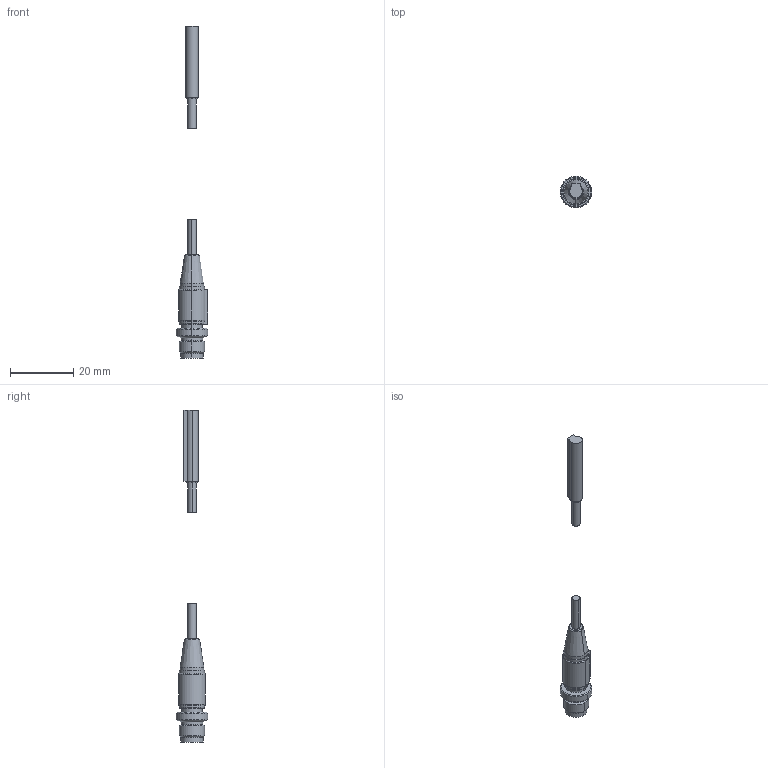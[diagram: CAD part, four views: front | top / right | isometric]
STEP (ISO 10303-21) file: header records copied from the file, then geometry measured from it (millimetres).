
FILE_DESCRIPTION (( 'STEP AP214' ), '1' );
FILE_NAME ('D-M9PSAPC.STEP', '2017-04-26T05:42:27', ( 'SONIC' ), ( 'UNITCOM PC' ), 'SwSTEP 2.0', 'SolidWorks 2015', '' );
FILE_SCHEMA (( 'AUTOMOTIVE_DESIGN' ));
Length unit declared in the file: millimetre
Products named in the file (3): D-M9PSAPC_Body_M9N; D-M9PSAPC; D-M9PSAPC_Connector
Assembly tree (2 placements, depth 2):
  D-M9PSAPC
    D-M9PSAPC_Body_M9N
    D-M9PSAPC_Connector
Bounding box: 10 x 9.99 x 105.3 mm (x, y, z)
Volume: 2002.8 mm3; surface area: 1513.5 mm2
Topology: 2 solids, 2 shells, 83 faces, 179 edges, 110 vertices
Faces by surface type: plane 29, cylinder 24, cone 19, torus 11
Entity records: 2392 total; most frequent: DIRECTION 434, CARTESIAN_POINT 419, ORIENTED_EDGE 358, EDGE_CURVE 179, AXIS2_PLACEMENT_3D 175, VERTEX_POINT 110, EDGE_LOOP 93, CIRCLE 87
